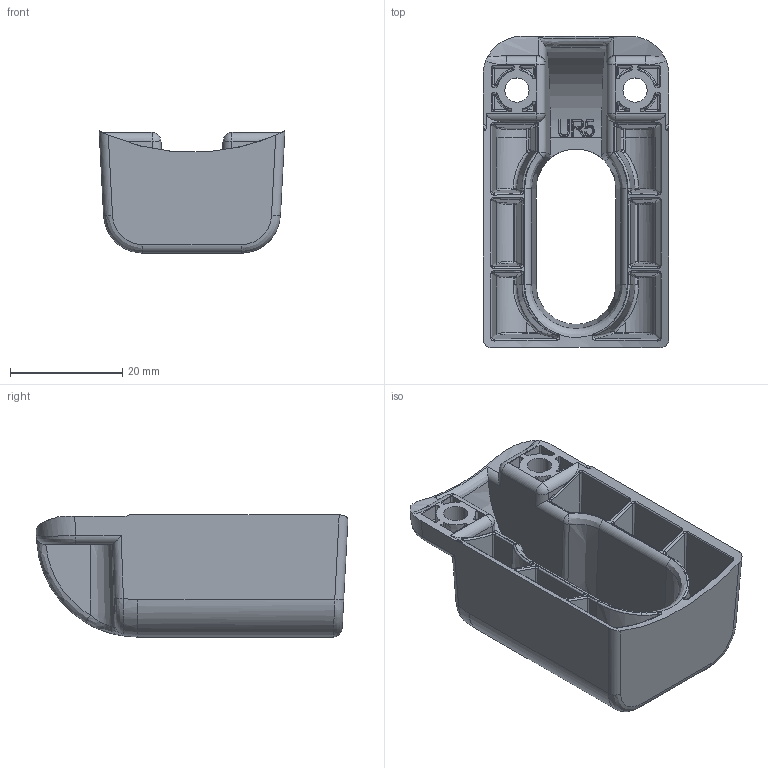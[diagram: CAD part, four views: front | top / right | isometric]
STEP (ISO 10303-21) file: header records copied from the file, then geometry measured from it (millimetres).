
FILE_DESCRIPTION (( 'STEP AP214' ), '1' );
FILE_NAME ('W-013-M8_UR5_G5_PROTECTOR.STEP', '2019-07-15T18:47:28', ( '' ), ( '' ), 'SwSTEP 2.0', 'SolidWorks 2019', '' );
FILE_SCHEMA (( 'AUTOMOTIVE_DESIGN' ));
Length unit declared in the file: millimetre
Products named in the file (1): W-013-M8_UR5_G5_PROTECTOR
Bounding box: 33.03 x 55.45 x 21.73 mm (x, y, z)
Volume: 10755.2 mm3; surface area: 11064.5 mm2
Topology: 1 solids, 1 shells, 529 faces, 1237 edges, 721 vertices
Faces by surface type: bspline 183, cylinder 164, plane 102, sphere 40, torus 24, cone 16
Entity records: 21993 total; most frequent: CARTESIAN_POINT 11550, ORIENTED_EDGE 2466, DIRECTION 1797, EDGE_CURVE 1233, VERTEX_POINT 721, AXIS2_PLACEMENT_3D 714, EDGE_LOOP 550, ADVANCED_FACE 529
